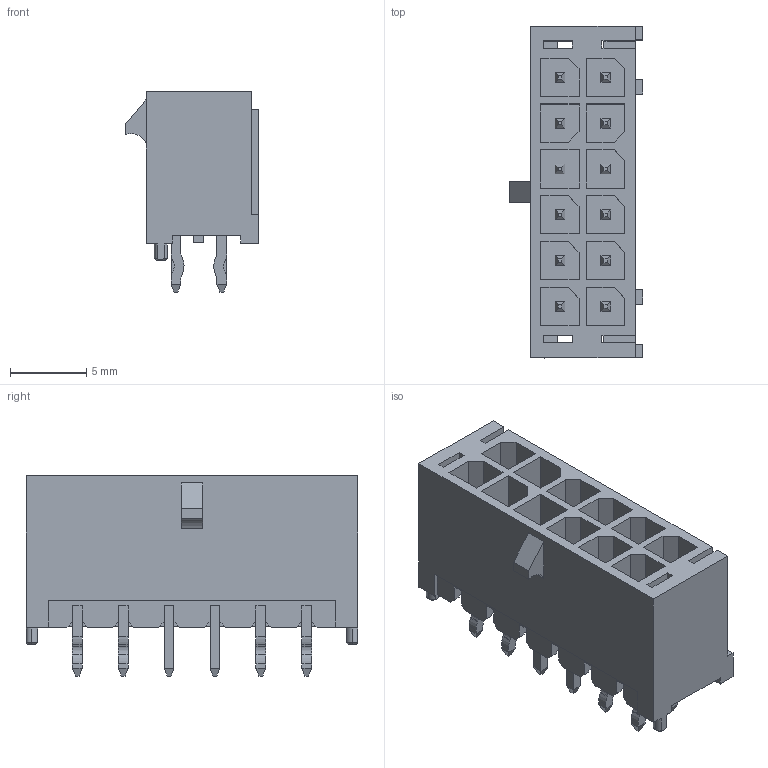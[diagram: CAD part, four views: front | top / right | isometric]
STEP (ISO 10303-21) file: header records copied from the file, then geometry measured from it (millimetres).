
FILE_DESCRIPTION(('STEP AP242'),'1');
FILE_NAME('66201221122.stp','2023-02-28T13:37:02',('TraceParts'),('TraceParts S.A.'),'Spatial InterOp 3D',' ',' ');
FILE_SCHEMA(('AP242_MANAGED_MODEL_BASED_3D_ENGINEERING_MIM_LF {1 0 10303 442 1 1 4}'));
Length unit declared in the file: millimetre
Products named in the file (1): 66201221122_1
Bounding box: 8.76 x 21.7 x 13.1 mm (x, y, z)
Volume: 909.9 mm3; surface area: 2367.1 mm2
Topology: 13 solids, 13 shells, 609 faces, 1720 edges, 1110 vertices
Faces by surface type: plane 539, cylinder 58, cone 12
Entity records: 19556 total; most frequent: CARTESIAN_POINT 3502, ORIENTED_EDGE 3440, DIRECTION 3076, EDGE_CURVE 1720, LINE 1576, VECTOR 1576, VERTEX_POINT 1110, AXIS2_PLACEMENT_3D 750
